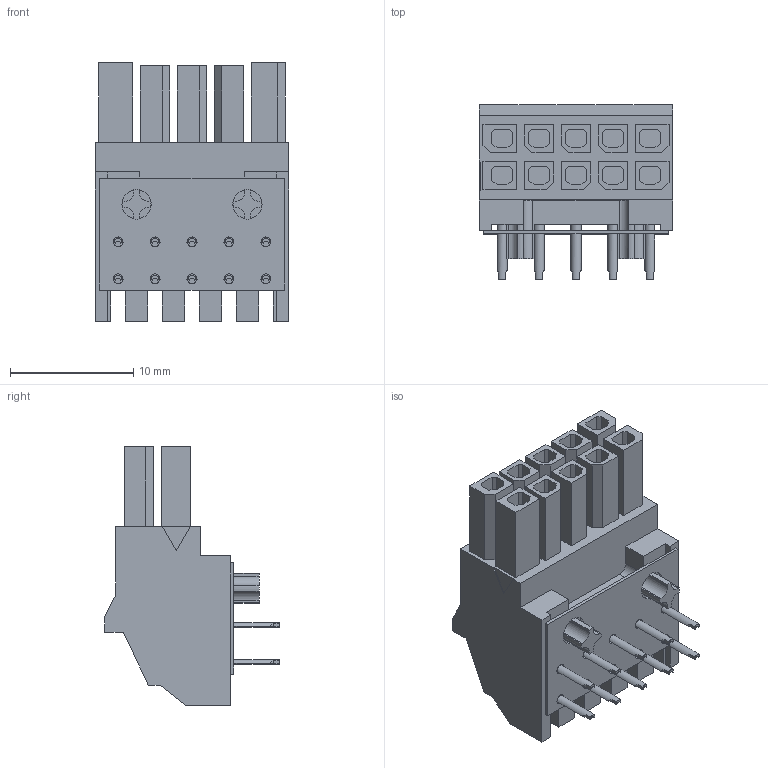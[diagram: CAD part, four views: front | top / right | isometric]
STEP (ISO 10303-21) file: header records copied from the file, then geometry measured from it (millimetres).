
FILE_DESCRIPTION((''),'2;1');
FILE_NAME('447641001','2015-08-28T',('me'),(''),'PRO/ENGINEER BY PARAMETRIC TECHNOLOGY CORPORATION, 2011490','PRO/ENGINEER BY PARAMETRIC TECHNOLOGY CORPORATION, 2011490','');
FILE_SCHEMA(('CONFIG_CONTROL_DESIGN'));
Length unit declared in the file: inch
Products named in the file (1): 447641001
Bounding box: 15.7 x 14.17 x 20.98 mm (x, y, z)
Volume: 1804.1 mm3; surface area: 2530.3 mm2
Topology: 1 solids, 1 shells, 485 faces, 1491 edges, 1000 vertices
Faces by surface type: plane 421, cylinder 64
Entity records: 16574 total; most frequent: CARTESIAN_POINT 2979, ORIENTED_EDGE 2910, DIRECTION 2657, EDGE_CURVE 1455, VECTOR 1257, LINE 1257, VERTEX_POINT 952, AXIS2_PLACEMENT_3D 700
